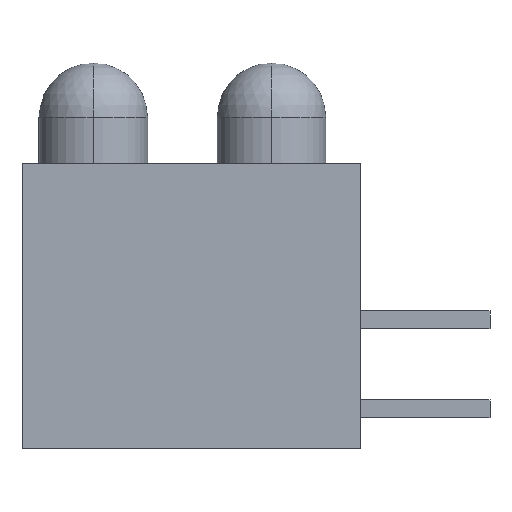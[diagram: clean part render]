
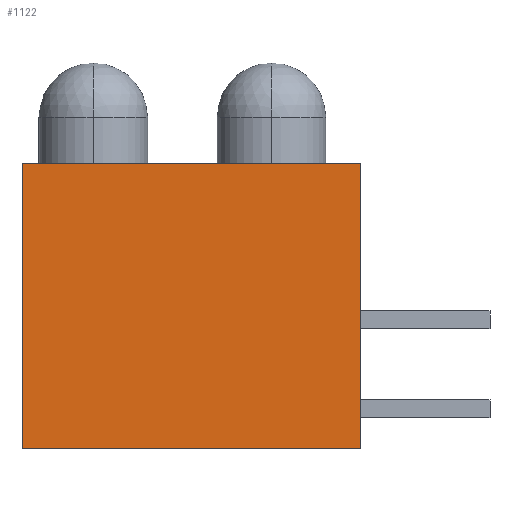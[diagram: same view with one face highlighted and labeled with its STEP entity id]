
A CAD part, left-side view. The second image highlights one B-rep face of the part: STEP entity #1122.
In plain terms, the highlighted planar face has unit normal (-1, 0, 0).
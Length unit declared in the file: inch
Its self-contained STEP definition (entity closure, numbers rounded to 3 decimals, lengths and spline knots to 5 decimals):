
#113=DIRECTION('',(0.,1.,0.));
#114=VECTOR('',#113,0.38);
#115=CARTESIAN_POINT('',(0.,0.,-0.32));
#116=LINE('',#115,#114);
#117=DIRECTION('',(0.,-1.,0.));
#118=VECTOR('',#117,0.38);
#119=CARTESIAN_POINT('',(0.,0.38,0.));
#120=LINE('',#119,#118);
#121=DIRECTION('',(0.,0.,-1.));
#122=VECTOR('',#121,0.32);
#123=CARTESIAN_POINT('',(0.,0.,0.));
#124=LINE('',#123,#122);
#133=DIRECTION('',(0.,0.,1.));
#134=VECTOR('',#133,0.32);
#135=CARTESIAN_POINT('',(0.,0.38,-0.32));
#136=LINE('',#135,#134);
#759=CARTESIAN_POINT('',(0.,0.,-0.32));
#760=VERTEX_POINT('',#759);
#761=CARTESIAN_POINT('',(0.,0.38,-0.32));
#762=VERTEX_POINT('',#761);
#779=CARTESIAN_POINT('',(0.,0.,0.));
#780=VERTEX_POINT('',#779);
#781=CARTESIAN_POINT('',(0.,0.38,0.));
#782=VERTEX_POINT('',#781);
#1110=CARTESIAN_POINT('',(0.,0.19,-0.16));
#1111=DIRECTION('',(1.,0.,0.));
#1112=DIRECTION('',(0.,-1.,0.));
#1113=AXIS2_PLACEMENT_3D('',#1110,#1111,#1112);
#1114=PLANE('',#1113);
#1115=ORIENTED_EDGE('',*,*,#922,.T.);
#1117=ORIENTED_EDGE('',*,*,#1116,.T.);
#1118=ORIENTED_EDGE('',*,*,#1011,.T.);
#1119=ORIENTED_EDGE('',*,*,#1104,.T.);
#1120=EDGE_LOOP('',(#1115,#1117,#1118,#1119));
#1121=FACE_OUTER_BOUND('',#1120,.F.);
#1122=ADVANCED_FACE('',(#1121),#1114,.F.);
#922=EDGE_CURVE('',#760,#762,#116,.T.);
#1011=EDGE_CURVE('',#782,#780,#120,.T.);
#1104=EDGE_CURVE('',#780,#760,#124,.T.);
#1116=EDGE_CURVE('',#762,#782,#136,.T.);
